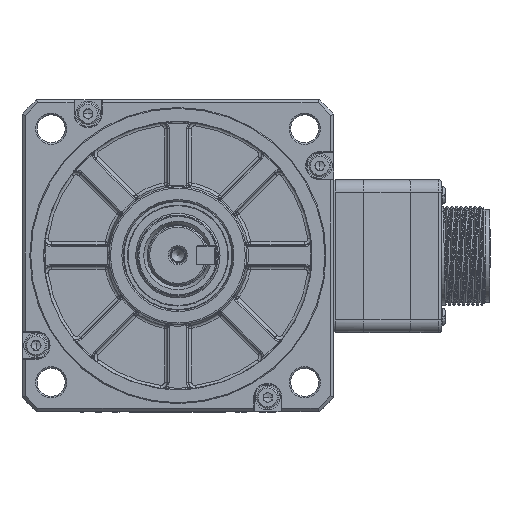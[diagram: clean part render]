
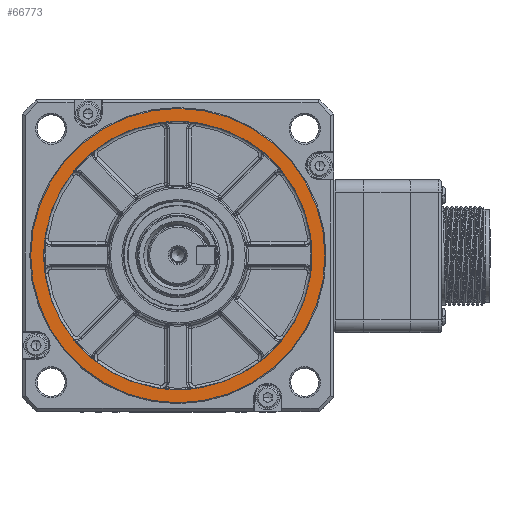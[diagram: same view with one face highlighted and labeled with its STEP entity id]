
A CAD part, top view. The second image highlights one B-rep face of the part: STEP entity #66773.
In plain terms, the highlighted planar face has unit normal (0, 0, 1).
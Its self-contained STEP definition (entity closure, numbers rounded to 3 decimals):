
#64657=CARTESIAN_POINT('',(47.2,0.,60.75));
#64658=VERTEX_POINT('',#64657);
#64668=CARTESIAN_POINT('',(0.,0.,60.75));
#64669=DIRECTION('',(1.,0.,0.));
#64670=DIRECTION('',(0.,0.,1.));
#64671=AXIS2_PLACEMENT_3D('',#64668,#64670,#64669);
#64672=CIRCLE('',#64671,47.2);
#64673=EDGE_CURVE('',#64658,#64658,#64672,.T.);
#66754=CARTESIAN_POINT('',(0.,0.,60.75));
#66755=DIRECTION('',(0.,1.,0.));
#66756=DIRECTION('',(0.,-0.,1.));
#66757=AXIS2_PLACEMENT_3D('',#66754,#66756,#66755);
#66758=PLANE('',#66757);
#66759=ORIENTED_EDGE('',*,*,#64673,.T.);
#66760=EDGE_LOOP('',(#66759));
#66761=FACE_OUTER_BOUND('',#66760,.T.);
#66762=CARTESIAN_POINT('',(43.,0.,60.75));
#66763=VERTEX_POINT('',#66762);
#66764=CARTESIAN_POINT('',(0.,0.,60.75));
#66765=DIRECTION('',(1.,0.,0.));
#66766=DIRECTION('',(0.,0.,1.));
#66767=AXIS2_PLACEMENT_3D('',#66764,#66766,#66765);
#66768=CIRCLE('',#66767,43.);
#66769=EDGE_CURVE('',#66763,#66763,#66768,.T.);
#66770=ORIENTED_EDGE('',*,*,#66769,.F.);
#66771=EDGE_LOOP('',(#66770));
#66772=FACE_BOUND('',#66771,.T.);
#66773=ADVANCED_FACE('',(#66761,#66772),#66758,.T.);
